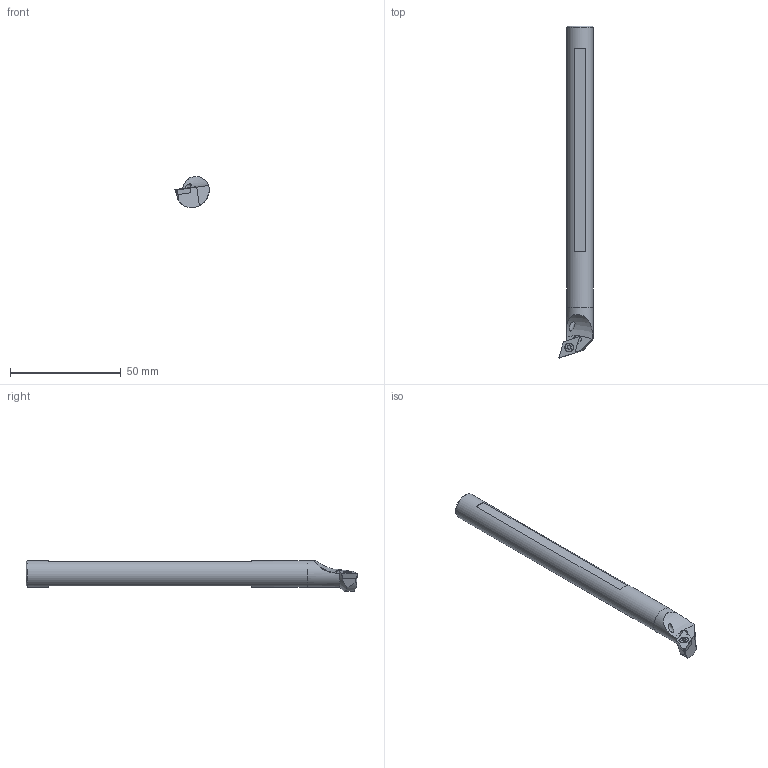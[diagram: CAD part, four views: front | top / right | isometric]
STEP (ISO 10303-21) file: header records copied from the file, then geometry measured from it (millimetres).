
FILE_DESCRIPTION(/* description */ ('Unknown'),/* implementation_level */ '2;1');
FILE_NAME(/* name */ 'E12M SDQCL 07',/* time_stamp */ '2021-06-30T14:31:10+08:00',/* author */ ('Unknown'),/* organization */ ('Unknown'),/* preprocessor_version */ 'ST-DEVELOPER v16.7',/* originating_system */ 'DEX',/* authorisation */ $);
FILE_SCHEMA (('AUTOMOTIVE_DESIGN {1 0 10303 214 3 1 1}'));
Length unit declared in the file: millimetre
Products named in the file (5): E12M SDQCL 07; M2-5-5L; DCMT 070202; 12; 1223SDQC_mir
Assembly tree (4 placements, depth 2):
  E12M SDQCL 07
    M2-5-5L
    DCMT 070202
    12
    1223SDQC_mir
Bounding box: 15.56 x 150.02 x 14 mm (x, y, z)
Volume: 13398.7 mm3; surface area: 8229.5 mm2
Topology: 4 solids, 4 shells, 77 faces, 193 edges, 127 vertices
Faces by surface type: plane 43, cylinder 28, cone 5, torus 1
Full cylindrical faces by diameter (mm): 2 x1, 2.5 x1, 2.8 x1, 3.8 x1, 4 x2, 5 x1, 12 x2
Entity records: 2381 total; most frequent: CARTESIAN_POINT 445, DIRECTION 394, ORIENTED_EDGE 346, EDGE_CURVE 173, AXIS2_PLACEMENT_3D 148, VERTEX_POINT 121, EDGE_LOOP 100, FACE_BOUND 100
